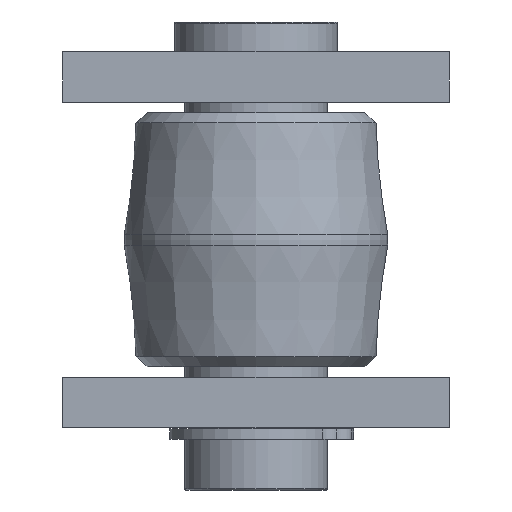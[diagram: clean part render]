
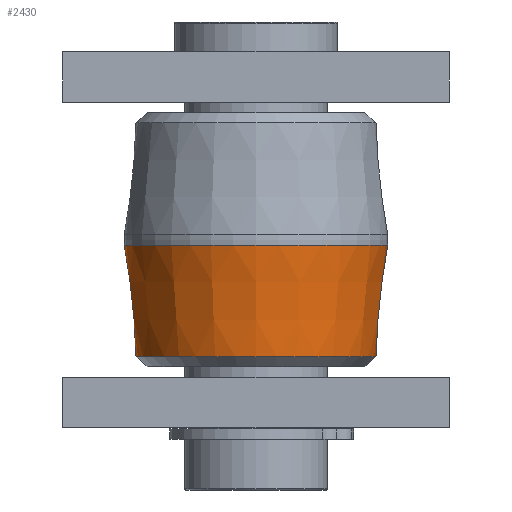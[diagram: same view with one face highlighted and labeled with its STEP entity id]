
A CAD part, left-side view. The second image highlights one B-rep face of the part: STEP entity #2430.
In plain terms, the highlighted conical face has half-angle 6 degrees and reference radius 13 mm.
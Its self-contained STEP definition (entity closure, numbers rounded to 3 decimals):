
#68=CONICAL_SURFACE('',#2693,13.,0.105);
#240=B_SPLINE_CURVE_WITH_KNOTS('',3,(#13465,#13466,#13467,#13468,#13469,
#13470,#13471),.UNSPECIFIED.,.F.,.F.,(4,1,1,1,4),(-2.758,-2.364,
-1.97,-1.576,-1.379),.UNSPECIFIED.);
#241=B_SPLINE_CURVE_WITH_KNOTS('',3,(#13472,#13473,#13474,#13475,#13476,
#13477,#13478),.UNSPECIFIED.,.F.,.F.,(4,1,1,1,4),(-1.379,-1.182,
-0.788,-0.394,0.),.UNSPECIFIED.);
#401=FACE_OUTER_BOUND('',#548,.T.);
#548=EDGE_LOOP('',(#2016,#2017,#2018,#2019,#2020,#2021));
#685=LINE('',#13513,#803);
#803=VECTOR('',#3110,13.);
#872=CIRCLE('',#2694,11.791);
#873=CIRCLE('',#2695,12.945);
#1078=VERTEX_POINT('',#13406);
#1079=VERTEX_POINT('',#13462);
#1080=VERTEX_POINT('',#13464);
#1084=VERTEX_POINT('',#13511);
#1397=EDGE_CURVE('',#1079,#1080,#240,.T.);
#1398=EDGE_CURVE('',#1080,#1078,#241,.T.);
#1406=EDGE_CURVE('',#1084,#1084,#872,.T.);
#1407=EDGE_CURVE('',#1084,#1080,#685,.T.);
#1408=EDGE_CURVE('',#1078,#1079,#873,.T.);
#2016=ORIENTED_EDGE('',*,*,#1406,.F.);
#2017=ORIENTED_EDGE('',*,*,#1407,.T.);
#2018=ORIENTED_EDGE('',*,*,#1397,.F.);
#2019=ORIENTED_EDGE('',*,*,#1408,.F.);
#2020=ORIENTED_EDGE('',*,*,#1398,.F.);
#2021=ORIENTED_EDGE('',*,*,#1407,.F.);
#2430=ADVANCED_FACE('',(#401),#68,.T.);
#2693=AXIS2_PLACEMENT_3D('',#13510,#3106,#3107);
#2694=AXIS2_PLACEMENT_3D('',#13512,#3108,#3109);
#2695=AXIS2_PLACEMENT_3D('',#13514,#3111,#3112);
#3106=DIRECTION('center_axis',(0.,0.,1.));
#3107=DIRECTION('ref_axis',(-1.,0.,0.));
#3108=DIRECTION('center_axis',(0.,0.,-1.));
#3109=DIRECTION('ref_axis',(-1.,0.,0.));
#3110=DIRECTION('',(0.105,0.,0.995));
#3111=DIRECTION('center_axis',(0.,0.,1.));
#3112=DIRECTION('ref_axis',(-1.,0.,0.));
#13406=CARTESIAN_POINT('',(9.903,8.338,-0.523));
#13462=CARTESIAN_POINT('',(9.903,-8.338,-0.523));
#13464=CARTESIAN_POINT('',(12.065,0.,-8.895));
#13465=CARTESIAN_POINT('Ctrl Pts',(9.903,-8.338,-0.523));
#13466=CARTESIAN_POINT('Ctrl Pts',(9.8,-8.247,-1.829));
#13467=CARTESIAN_POINT('Ctrl Pts',(10.1,-7.507,-4.407));
#13468=CARTESIAN_POINT('Ctrl Pts',(11.231,-5.165,-7.281));
#13469=CARTESIAN_POINT('Ctrl Pts',(11.952,-2.43,-8.682));
#13470=CARTESIAN_POINT('Ctrl Pts',(12.062,-0.607,
-8.893));
#13471=CARTESIAN_POINT('Ctrl Pts',(12.062,0.,
-8.893));
#13472=CARTESIAN_POINT('Ctrl Pts',(12.062,0.001,
-8.893));
#13473=CARTESIAN_POINT('Ctrl Pts',(12.063,0.609,-8.893));
#13474=CARTESIAN_POINT('Ctrl Pts',(11.955,2.432,-8.684));
#13475=CARTESIAN_POINT('Ctrl Pts',(11.23,5.164,-7.282));
#13476=CARTESIAN_POINT('Ctrl Pts',(10.1,7.507,-4.408));
#13477=CARTESIAN_POINT('Ctrl Pts',(9.8,8.247,-1.829));
#13478=CARTESIAN_POINT('Ctrl Pts',(9.903,8.338,-0.523));
#13510=CARTESIAN_POINT('Origin',(0.,0.,0.));
#13511=CARTESIAN_POINT('',(11.791,0.,-11.505));
#13512=CARTESIAN_POINT('Origin',(0.,0.,-11.505));
#13513=CARTESIAN_POINT('',(13.,0.,0.));
#13514=CARTESIAN_POINT('Origin',(0.,0.,-0.523));
